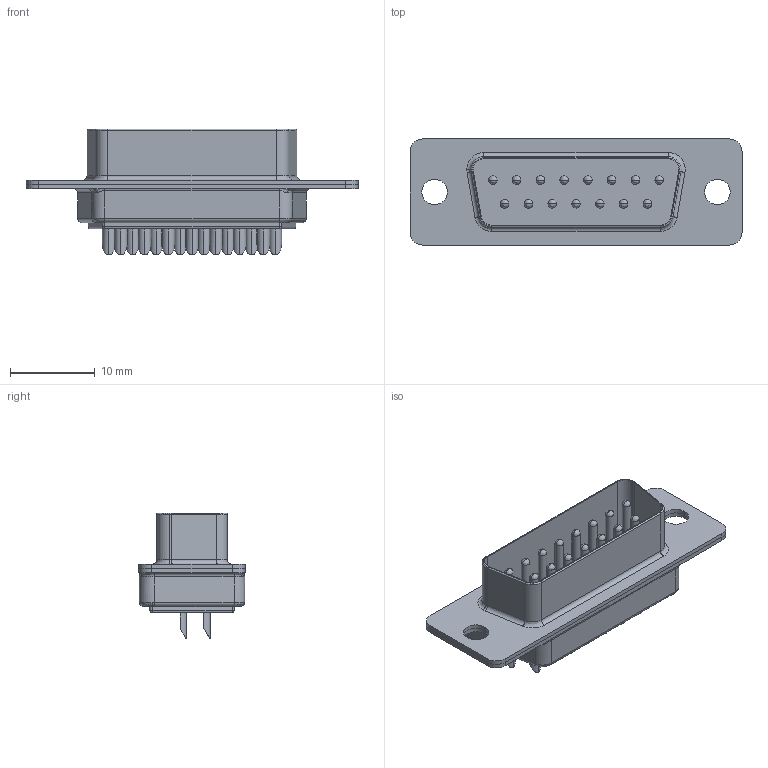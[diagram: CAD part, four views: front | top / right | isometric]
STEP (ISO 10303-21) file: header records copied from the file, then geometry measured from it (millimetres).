
FILE_DESCRIPTION (( 'STEP AP214' ), '1' );
FILE_NAME ('DB-15M.STEP', '2020-11-05T14:15:21', ( 'User' ), ( '' ), 'SwSTEP 2.0', 'SolidWorks 2017', '' );
FILE_SCHEMA (( 'AUTOMOTIVE_DESIGN' ));
Length unit declared in the file: millimetre
Products named in the file (1): DB-15M
Bounding box: 39.1 x 12.5 x 14.8 mm (x, y, z)
Volume: 1976.7 mm3; surface area: 3948.6 mm2
Topology: 7 solids, 7 shells, 315 faces, 784 edges, 477 vertices
Faces by surface type: cylinder 145, plane 111, bspline 59
Entity records: 10517 total; most frequent: CARTESIAN_POINT 2970, ORIENTED_EDGE 1498, DIRECTION 1492, EDGE_CURVE 749, AXIS2_PLACEMENT_3D 564, VERTEX_POINT 477, LINE 364, VECTOR 364
